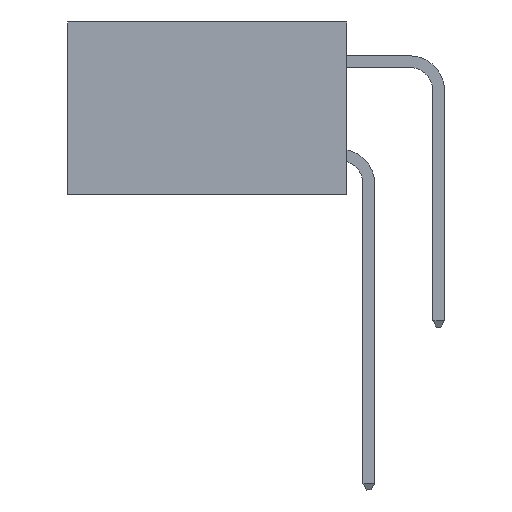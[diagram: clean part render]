
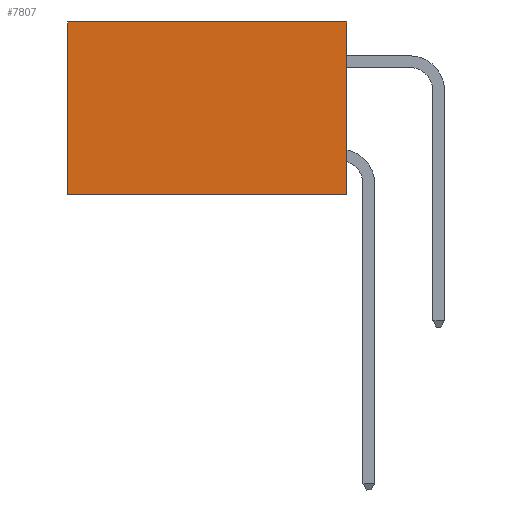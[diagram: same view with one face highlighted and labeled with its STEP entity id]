
A CAD part, left-side view. The second image highlights one B-rep face of the part: STEP entity #7807.
In plain terms, the highlighted planar face has unit normal (-1, 0, 0).
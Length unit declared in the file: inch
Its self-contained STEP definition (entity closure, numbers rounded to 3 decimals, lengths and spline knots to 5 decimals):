
#200 = CARTESIAN_POINT ( 'NONE',  ( 0.2875, 0., 0. ) ) ;
#447 = CARTESIAN_POINT ( 'NONE',  ( 0.2875, 0., -0.37 ) ) ;
#635 = CARTESIAN_POINT ( 'NONE',  ( 0.2875, 0., 0. ) ) ;
#914 = LINE ( 'NONE', #5443, #2281 ) ;
#1593 = CARTESIAN_POINT ( 'NONE',  ( 0.2875, 0.6, 0. ) ) ;
#2191 = VECTOR ( 'NONE', #5297, 39.37008 ) ;
#2281 = VECTOR ( 'NONE', #10950, 39.37008 ) ;
#2517 = EDGE_CURVE ( 'NONE', #10389, #12989, #11068, .T. ) ;
#2641 = EDGE_LOOP ( 'NONE', ( #5255, #10883, #6807, #5099 ) ) ;
#3283 = CARTESIAN_POINT ( 'NONE',  ( 0.2875, 0.6, 0. ) ) ;
#3878 = FACE_OUTER_BOUND ( 'NONE', #2641, .T. ) ;
#4494 = CARTESIAN_POINT ( 'NONE',  ( 0.2875, 0., 0. ) ) ;
#5099 = ORIENTED_EDGE ( 'NONE', *, *, #7723, .T. ) ;
#5255 = ORIENTED_EDGE ( 'NONE', *, *, #10358, .T. ) ;
#5297 = DIRECTION ( 'NONE',  ( 0., 1., 0. ) ) ;
#5443 = CARTESIAN_POINT ( 'NONE',  ( 0.2875, 0., 0. ) ) ;
#6666 = DIRECTION ( 'NONE',  ( 0., 0., -1. ) ) ;
#6807 = ORIENTED_EDGE ( 'NONE', *, *, #11373, .F. ) ;
#7056 = VERTEX_POINT ( 'NONE', #4494 ) ;
#7723 = EDGE_CURVE ( 'NONE', #7056, #13834, #13147, .T. ) ;
#7807 = ADVANCED_FACE ( 'NONE', ( #3878 ), #9036, .F. ) ;
#7932 = VECTOR ( 'NONE', #11333, 39.37008 ) ;
#9036 = PLANE ( 'NONE',  #13788 ) ;
#10358 = EDGE_CURVE ( 'NONE', #13834, #12989, #12217, .T. ) ;
#10389 = VERTEX_POINT ( 'NONE', #447 ) ;
#10565 = CARTESIAN_POINT ( 'NONE',  ( 0.2875, 0.6, -0.37 ) ) ;
#10883 = ORIENTED_EDGE ( 'NONE', *, *, #2517, .F. ) ;
#10950 = DIRECTION ( 'NONE',  ( 0., 0., -1. ) ) ;
#11068 = LINE ( 'NONE', #14186, #12608 ) ;
#11333 = DIRECTION ( 'NONE',  ( 0., 0., -1. ) ) ;
#11373 = EDGE_CURVE ( 'NONE', #7056, #10389, #914, .T. ) ;
#12217 = LINE ( 'NONE', #1593, #7932 ) ;
#12608 = VECTOR ( 'NONE', #13065, 39.37008 ) ;
#12989 = VERTEX_POINT ( 'NONE', #10565 ) ;
#13065 = DIRECTION ( 'NONE',  ( 0., 1., 0. ) ) ;
#13147 = LINE ( 'NONE', #635, #2191 ) ;
#13221 = DIRECTION ( 'NONE',  ( 1., 0., 0. ) ) ;
#13788 = AXIS2_PLACEMENT_3D ( 'NONE', #200, #13221, #6666 ) ;
#13834 = VERTEX_POINT ( 'NONE', #3283 ) ;
#14186 = CARTESIAN_POINT ( 'NONE',  ( 0.2875, 0., -0.37 ) ) ;
